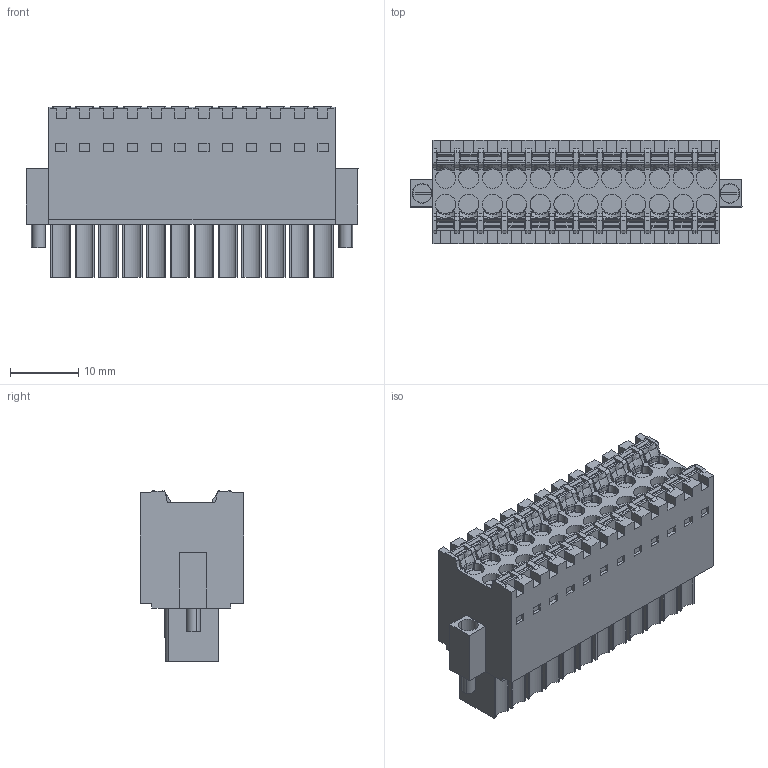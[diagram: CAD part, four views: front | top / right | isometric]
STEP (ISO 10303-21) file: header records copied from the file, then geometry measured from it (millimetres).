
FILE_DESCRIPTION(('CATIA V5 STEP','CAx-IF Rec.Pracs.--- Model Styling and Organization---1.4--- 2014-01-23'),'2;1');
FILE_NAME ('D1450463_1', '2023-08-22T06:45:51+00:00', ('none'), ('Weidmueller'), 'CATIA Version 5-6 Release 2016 SP3 HF44', 'CATIA V5 STEP AP214', 'none');
FILE_SCHEMA(('AUTOMOTIVE_DESIGN { 1 0 10303 214 1 1 1 1 }'));
Products named in the file (1): 1277780000
Bounding box: 48.75 x 15.2 x 25.05 mm (x, y, z)
Volume: 11873.3 mm3; surface area: 7816.2 mm2
Topology: 27 solids, 27 shells, 1634 faces, 4735 edges, 3219 vertices
Faces by surface type: plane 1062, cylinder 210, torus 143, extrusion 123, cone 48, bspline 48
Entity records: 55924 total; most frequent: CARTESIAN_POINT 17350, ORIENTED_EDGE 9470, DIRECTION 5514, EDGE_CURVE 4735, VECTOR 3466, LINE 3343, VERTEX_POINT 3219, EDGE_LOOP 1702
